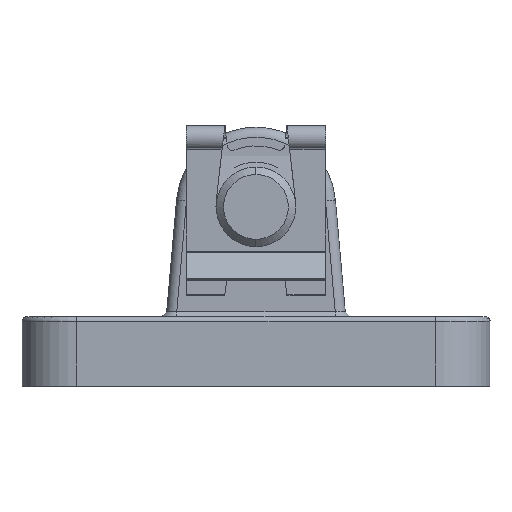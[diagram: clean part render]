
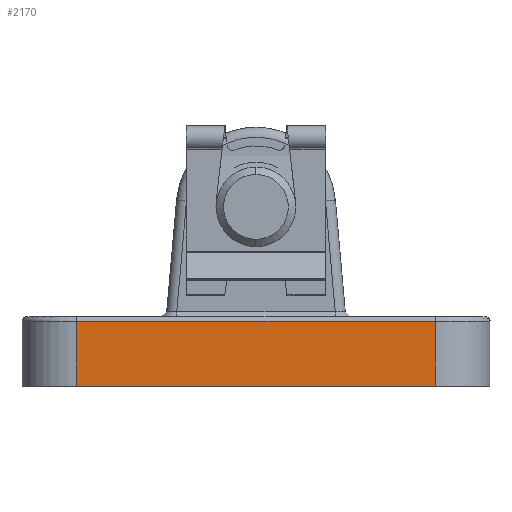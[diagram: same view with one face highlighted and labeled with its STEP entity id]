
A CAD part, left-side view. The second image highlights one B-rep face of the part: STEP entity #2170.
In plain terms, the highlighted planar face has unit normal (-1, 0, 0).
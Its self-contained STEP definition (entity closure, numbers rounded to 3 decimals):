
#130 = EDGE_CURVE ( 'NONE', #2324, #2338, #1216, .T. ) ;
#142 = EDGE_CURVE ( 'NONE', #3737, #2338, #1234, .T. ) ;
#143 = EDGE_CURVE ( 'NONE', #3737, #3698, #1237, .T. ) ;
#144 = EDGE_CURVE ( 'NONE', #2324, #3698, #1232, .T. ) ;
#698 = AXIS2_PLACEMENT_3D ( 'NONE', #2615, #2621, #2622 ) ;
#977 = ORIENTED_EDGE ( 'NONE', *, *, #144, .T. ) ;
#978 = ORIENTED_EDGE ( 'NONE', *, *, #130, .F. ) ;
#979 = ORIENTED_EDGE ( 'NONE', *, *, #142, .T. ) ;
#980 = ORIENTED_EDGE ( 'NONE', *, *, #143, .F. ) ;
#1100 = EDGE_LOOP ( 'NONE', ( #980, #979, #978, #977 ) ) ;
#1216 = LINE ( 'NONE', #2223, #1218 ) ;
#1218 = VECTOR ( 'NONE', #5412, 1000. ) ;
#1232 = LINE ( 'NONE', #5394, #1241 ) ;
#1234 = LINE ( 'NONE', #5396, #1235 ) ;
#1235 = VECTOR ( 'NONE', #5395, 1000. ) ;
#1237 = LINE ( 'NONE', #5413, #1239 ) ;
#1239 = VECTOR ( 'NONE', #5391, 1000. ) ;
#1241 = VECTOR ( 'NONE', #5389, 1000. ) ;
#1836 = FACE_OUTER_BOUND ( 'NONE', #1100, .T. ) ;
#2170 = ADVANCED_FACE ( 'NONE', ( #1836 ), #2612, .F. ) ;
#2223 = CARTESIAN_POINT ( 'NONE',  ( 0., 83., -36. ) ) ;
#2324 = VERTEX_POINT ( 'NONE', #2814 ) ;
#2338 = VERTEX_POINT ( 'NONE', #2828 ) ;
#2612 = PLANE ( 'NONE',  #698 ) ;
#2615 = CARTESIAN_POINT ( 'NONE',  ( 0., 0., 14. ) ) ;
#2621 = DIRECTION ( 'NONE',  ( 1., 0., 0. ) ) ;
#2622 = DIRECTION ( 'NONE',  ( 0., 0., -1. ) ) ;
#2814 = CARTESIAN_POINT ( 'NONE',  ( 0., 83., 0. ) ) ;
#2828 = CARTESIAN_POINT ( 'NONE',  ( 0., 83., 13. ) ) ;
#3365 = CARTESIAN_POINT ( 'NONE',  ( 0., 11., 0. ) ) ;
#3402 = CARTESIAN_POINT ( 'NONE',  ( 0., 11., 13. ) ) ;
#3698 = VERTEX_POINT ( 'NONE', #3365 ) ;
#3737 = VERTEX_POINT ( 'NONE', #3402 ) ;
#5389 = DIRECTION ( 'NONE',  ( 0., -1., 0. ) ) ;
#5391 = DIRECTION ( 'NONE',  ( 0., 0., -1. ) ) ;
#5394 = CARTESIAN_POINT ( 'NONE',  ( 0., 0., 0. ) ) ;
#5395 = DIRECTION ( 'NONE',  ( 0., 1., 0. ) ) ;
#5396 = CARTESIAN_POINT ( 'NONE',  ( 0., 0., 13. ) ) ;
#5412 = DIRECTION ( 'NONE',  ( 0., 0., 1. ) ) ;
#5413 = CARTESIAN_POINT ( 'NONE',  ( 0., 11., -36. ) ) ;
